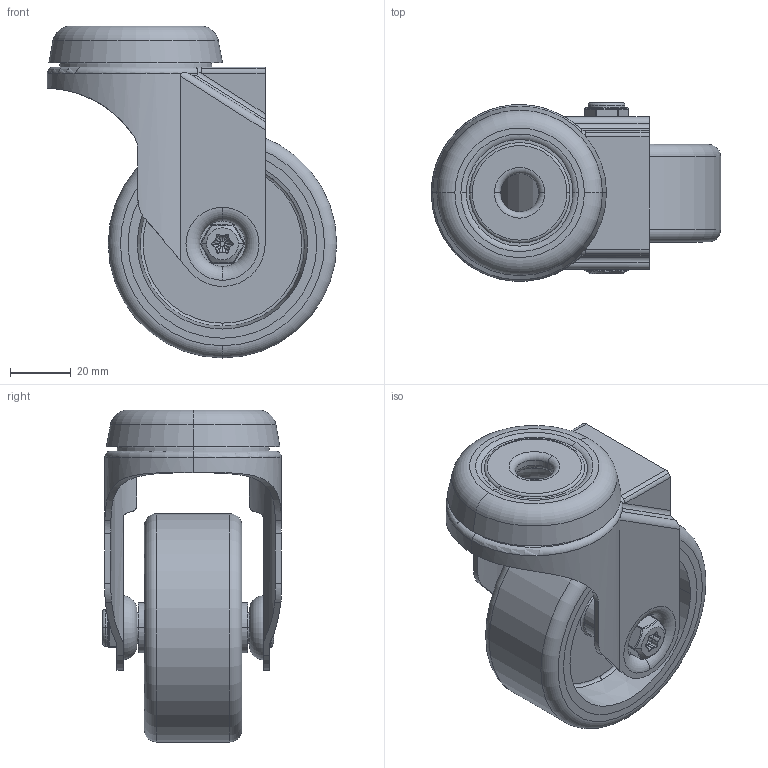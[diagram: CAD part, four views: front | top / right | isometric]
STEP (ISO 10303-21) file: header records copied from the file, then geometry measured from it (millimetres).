
FILE_DESCRIPTION(('STEP AP203'),'1');
FILE_NAME('BZM75GRBH12.STEP','2023-06-05T13:22:42',(' '),(' '),'Spatial InterOp 3D',' ',' ');
FILE_SCHEMA(('CONFIG_CONTROL_DESIGN'));
Length unit declared in the file: metre
Products named in the file (15): BZM75ASBH12; ZINC PLATED PRESSED STEEL HEAD; ZINC PLATED PRESSED STEEL FORKS; BZM75GRBH12; BZM75WGR; RUBBER TYRE; POLYPROPYLENE RIM; TUBEM10X37; ZINC PLATED AXLE TUBE; BOLTBZM8MM; ZINC PLATED AXLE BOLT; NYLOC NUT; NUT; RUBBER; NYLOCM8Z
Assembly tree (14 placements, depth 4):
  BZM75GRBH12
    BZM75ASBH12
      ZINC PLATED PRESSED STEEL HEAD
      ZINC PLATED PRESSED STEEL FORKS
    BZM75WGR
      RUBBER TYRE
      POLYPROPYLENE RIM
    TUBEM10X37
      ZINC PLATED AXLE TUBE
    BOLTBZM8MM
      ZINC PLATED AXLE BOLT
    NYLOCM8Z
      NYLOC NUT
        NUT
        RUBBER
Bounding box: 95 x 58.75 x 109 mm (x, y, z)
Volume: 120858.4 mm3; surface area: 71372.1 mm2
Topology: 8 solids, 8 shells, 374 faces, 904 edges, 558 vertices
Faces by surface type: cylinder 170, torus 74, plane 68, sphere 32, bspline 16, cone 14
Entity records: 21170 total; most frequent: CARTESIAN_POINT 11459, DIRECTION 2075, ORIENTED_EDGE 1796, AXIS2_PLACEMENT_3D 907, EDGE_CURVE 898, VERTEX_POINT 558, CIRCLE 518, EDGE_LOOP 410
